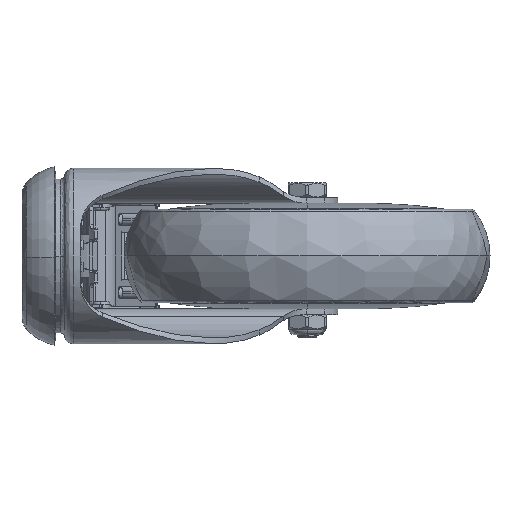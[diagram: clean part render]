
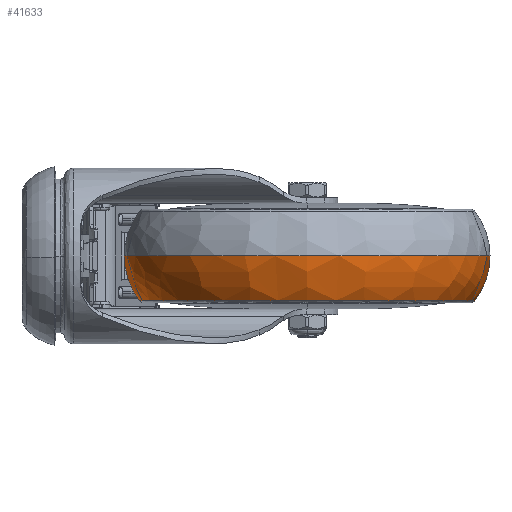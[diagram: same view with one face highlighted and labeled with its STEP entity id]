
A CAD part, left-side view. The second image highlights one B-rep face of the part: STEP entity #41633.
In plain terms, the highlighted free-form (B-spline) face has degree [3, 3] with [4, 4] control points.
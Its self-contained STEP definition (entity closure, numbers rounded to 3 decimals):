
#610 = CIRCLE ( 'NONE', #29306, 25. ) ;
#1030 = CARTESIAN_POINT ( 'NONE',  ( 41., -50., 0. ) ) ;
#1747 = CARTESIAN_POINT ( 'NONE',  ( 41., -144.835, -15.217 ) ) ;
#1947 = CARTESIAN_POINT ( 'NONE',  ( -84., -25., 0. ) ) ;
#2193 = DIRECTION ( 'NONE',  ( 1., 0., 0. ) ) ;
#2523 = DIRECTION ( 'NONE',  ( 0., 0., -1. ) ) ;
#3485 = CARTESIAN_POINT ( 'NONE',  ( -80.43, -26.785, -10.811 ) ) ;
#8206 = CARTESIAN_POINT ( 'NONE',  ( 41., -150., -5.553 ) ) ;
#8761 = CIRCLE ( 'NONE', #43659, 25. ) ;
#13653 = CARTESIAN_POINT ( 'NONE',  ( -84., -150., 0. ) ) ;
#15222 = CARTESIAN_POINT ( 'NONE',  ( 41., -144.835, -15.217 ) ) ;
#16701 = CIRCLE ( 'NONE', #24175, 57.335 ) ;
#17684 = EDGE_LOOP ( 'NONE', ( #69956, #68269, #49675, #42564 ) ) ;
#19118 = VERTEX_POINT ( 'NONE', #63745 ) ;
#21676 = CARTESIAN_POINT ( 'NONE',  ( 41., -87.5, -15.217 ) ) ;
#24175 = AXIS2_PLACEMENT_3D ( 'NONE', #21676, #38871, #33813 ) ;
#24280 = EDGE_CURVE ( 'NONE', #73391, #42912, #8761, .T. ) ;
#25676 = EDGE_CURVE ( 'NONE', #73391, #19118, #46347, .T. ) ;
#26579 = CARTESIAN_POINT ( 'NONE',  ( 41., -150., 0. ) ) ;
#27349 = CARTESIAN_POINT ( 'NONE',  ( 41., -26.785, -10.811 ) ) ;
#27522 = DIRECTION ( 'NONE',  ( 1., 0., 0. ) ) ;
#29306 = AXIS2_PLACEMENT_3D ( 'NONE', #1030, #2193, #61834 ) ;
#31850 = DIRECTION ( 'NONE',  ( 0., -1., 0. ) ) ;
#32045 = CARTESIAN_POINT ( 'NONE',  ( 41., -25., -5.553 ) ) ;
#32673 = AXIS2_PLACEMENT_3D ( 'NONE', #43528, #2523, #31850 ) ;
#33452 = VERTEX_POINT ( 'NONE', #59803 ) ;
#33813 = DIRECTION ( 'NONE',  ( 0., -1., 0. ) ) ;
#38286 = CARTESIAN_POINT ( 'NONE',  ( -73.67, -30.165, -15.217 ) ) ;
#38825 = CARTESIAN_POINT ( 'NONE',  ( 41., -125., 0. ) ) ;
#38871 = DIRECTION ( 'NONE',  ( 0., 0., 1. ) ) ;
#39215 = DIRECTION ( 'NONE',  ( 0., -1., 0. ) ) ;
#41633 = ADVANCED_FACE ( 'NONE', ( #67806 ), #58543, .T. ) ;
#42564 = ORIENTED_EDGE ( 'NONE', *, *, #62269, .T. ) ;
#42912 = VERTEX_POINT ( 'NONE', #1747 ) ;
#43420 = CARTESIAN_POINT ( 'NONE',  ( 41., -150., 0. ) ) ;
#43528 = CARTESIAN_POINT ( 'NONE',  ( 41., -87.5, 0. ) ) ;
#43659 = AXIS2_PLACEMENT_3D ( 'NONE', #38825, #27522, #39215 ) ;
#45319 = CARTESIAN_POINT ( 'NONE',  ( 41., -30.165, -15.217 ) ) ;
#46347 = CIRCLE ( 'NONE', #32673, 62.5 ) ;
#47177 = EDGE_CURVE ( 'NONE', #33452, #19118, #610, .T. ) ;
#49598 = CARTESIAN_POINT ( 'NONE',  ( -84., -25., -5.553 ) ) ;
#49675 = ORIENTED_EDGE ( 'NONE', *, *, #47177, .F. ) ;
#51139 = CARTESIAN_POINT ( 'NONE',  ( -73.67, -144.835, -15.217 ) ) ;
#56166 = CARTESIAN_POINT ( 'NONE',  ( -80.43, -148.215, -10.811 ) ) ;
#58543 =( BOUNDED_SURFACE ( )  B_SPLINE_SURFACE ( 3, 3, ( 
 ( #15222, #51139, #38286, #45319 ),
 ( #61593, #56166, #3485, #27349 ),
 ( #8206, #74832, #49598, #32045 ),
 ( #26579, #13653, #1947, #67438 ) ),
 .UNSPECIFIED., .F., .F., .F. ) 
 B_SPLINE_SURFACE_WITH_KNOTS ( ( 4, 4 ),
 ( 4, 4 ),
 ( 0., 1. ),
 ( 0., 1. ),
 .UNSPECIFIED. ) 
 GEOMETRIC_REPRESENTATION_ITEM ( )  RATIONAL_B_SPLINE_SURFACE ( (
 ( 1., 0.333, 0.333, 1.),
 ( 0.965, 0.322, 0.322, 0.965),
 ( 0.965, 0.322, 0.322, 0.965),
 ( 1., 0.333, 0.333, 1.) ) ) 
 REPRESENTATION_ITEM ( '' )  SURFACE ( )  );
#59803 = CARTESIAN_POINT ( 'NONE',  ( 41., -30.165, -15.217 ) ) ;
#61593 = CARTESIAN_POINT ( 'NONE',  ( 41., -148.215, -10.811 ) ) ;
#61834 = DIRECTION ( 'NONE',  ( 0., 1., 0. ) ) ;
#62269 = EDGE_CURVE ( 'NONE', #33452, #42912, #16701, .T. ) ;
#63745 = CARTESIAN_POINT ( 'NONE',  ( 41., -25., 0. ) ) ;
#67438 = CARTESIAN_POINT ( 'NONE',  ( 41., -25., 0. ) ) ;
#67806 = FACE_OUTER_BOUND ( 'NONE', #17684, .T. ) ;
#68269 = ORIENTED_EDGE ( 'NONE', *, *, #25676, .T. ) ;
#69956 = ORIENTED_EDGE ( 'NONE', *, *, #24280, .F. ) ;
#73391 = VERTEX_POINT ( 'NONE', #43420 ) ;
#74832 = CARTESIAN_POINT ( 'NONE',  ( -84., -150., -5.553 ) ) ;
